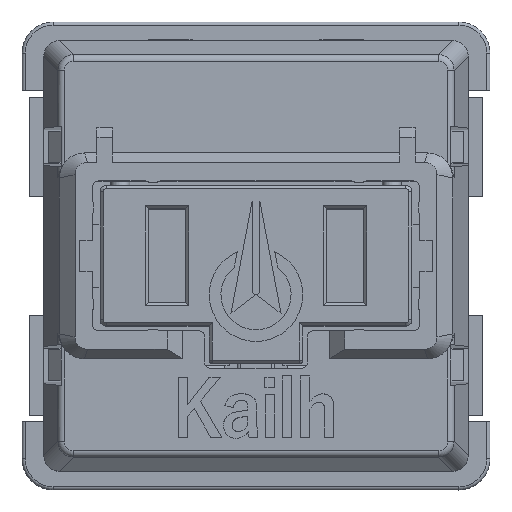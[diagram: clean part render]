
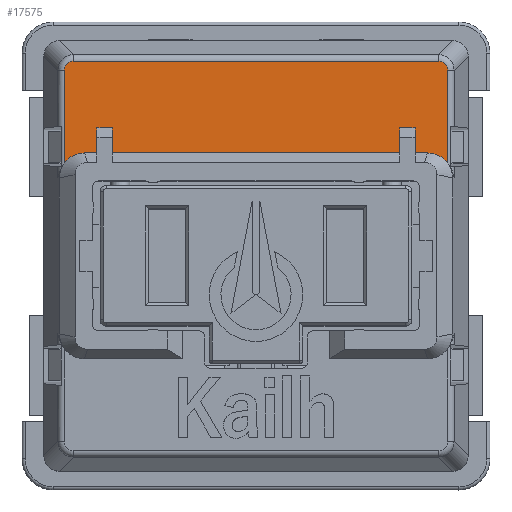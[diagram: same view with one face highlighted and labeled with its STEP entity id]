
A CAD part, top view. The second image highlights one B-rep face of the part: STEP entity #17575.
In plain terms, the highlighted planar face has unit normal (0, 0, 1).
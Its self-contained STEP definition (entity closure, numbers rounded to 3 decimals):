
#1209=FACE_OUTER_BOUND('',#2219,.T.);
#2219=EDGE_LOOP('',(#14720,#14721,#14722,#14723,#14724,#14725,#14726,#14727,
#14728,#14729,#14730,#14731,#14732,#14733,#14734,#14735));
#2910=CIRCLE('',#19026,0.8);
#2911=CIRCLE('',#19027,0.8);
#2912=CIRCLE('',#19028,0.292);
#2913=CIRCLE('',#19029,0.292);
#4261=LINE('',#27808,#6252);
#4310=LINE('',#28024,#6301);
#4483=LINE('',#28609,#6474);
#4484=LINE('',#28611,#6475);
#4485=LINE('',#28613,#6476);
#4486=LINE('',#28615,#6477);
#4487=LINE('',#28617,#6478);
#4488=LINE('',#28619,#6479);
#4489=LINE('',#28621,#6480);
#4490=LINE('',#28623,#6481);
#4491=LINE('',#28625,#6482);
#4492=LINE('',#28630,#6483);
#6252=VECTOR('',#22489,1.);
#6301=VECTOR('',#22606,1.);
#6474=VECTOR('',#22967,1.);
#6475=VECTOR('',#22968,1.);
#6476=VECTOR('',#22969,1.);
#6477=VECTOR('',#22970,1.);
#6478=VECTOR('',#22971,1.);
#6479=VECTOR('',#22972,1.);
#6480=VECTOR('',#22973,1.);
#6481=VECTOR('',#22974,1.);
#6482=VECTOR('',#22975,1.);
#6483=VECTOR('',#22980,1.);
#8016=VERTEX_POINT('',#27797);
#8017=VERTEX_POINT('',#27806);
#8047=VERTEX_POINT('',#28008);
#8048=VERTEX_POINT('',#28023);
#8229=VERTEX_POINT('',#28606);
#8230=VERTEX_POINT('',#28608);
#8231=VERTEX_POINT('',#28610);
#8232=VERTEX_POINT('',#28612);
#8233=VERTEX_POINT('',#28614);
#8234=VERTEX_POINT('',#28616);
#8235=VERTEX_POINT('',#28618);
#8236=VERTEX_POINT('',#28620);
#8237=VERTEX_POINT('',#28622);
#8238=VERTEX_POINT('',#28624);
#8239=VERTEX_POINT('',#28627);
#8240=VERTEX_POINT('',#28629);
#10194=EDGE_CURVE('',#8016,#8017,#4261,.T.);
#10255=EDGE_CURVE('',#8047,#8048,#4310,.T.);
#10494=EDGE_CURVE('',#8229,#8047,#2910,.T.);
#10495=EDGE_CURVE('',#8229,#8230,#4483,.T.);
#10496=EDGE_CURVE('',#8230,#8231,#4484,.T.);
#10497=EDGE_CURVE('',#8231,#8232,#4485,.T.);
#10498=EDGE_CURVE('',#8232,#8233,#4486,.T.);
#10499=EDGE_CURVE('',#8233,#8234,#4487,.T.);
#10500=EDGE_CURVE('',#8234,#8235,#4488,.T.);
#10501=EDGE_CURVE('',#8235,#8236,#4489,.T.);
#10502=EDGE_CURVE('',#8236,#8237,#4490,.T.);
#10503=EDGE_CURVE('',#8237,#8238,#4491,.T.);
#10504=EDGE_CURVE('',#8016,#8238,#2911,.T.);
#10505=EDGE_CURVE('',#8017,#8239,#2912,.T.);
#10506=EDGE_CURVE('',#8240,#8239,#4492,.T.);
#10507=EDGE_CURVE('',#8048,#8240,#2913,.T.);
#14720=ORIENTED_EDGE('',*,*,#10255,.F.);
#14721=ORIENTED_EDGE('',*,*,#10494,.F.);
#14722=ORIENTED_EDGE('',*,*,#10495,.T.);
#14723=ORIENTED_EDGE('',*,*,#10496,.T.);
#14724=ORIENTED_EDGE('',*,*,#10497,.T.);
#14725=ORIENTED_EDGE('',*,*,#10498,.T.);
#14726=ORIENTED_EDGE('',*,*,#10499,.T.);
#14727=ORIENTED_EDGE('',*,*,#10500,.T.);
#14728=ORIENTED_EDGE('',*,*,#10501,.T.);
#14729=ORIENTED_EDGE('',*,*,#10502,.T.);
#14730=ORIENTED_EDGE('',*,*,#10503,.T.);
#14731=ORIENTED_EDGE('',*,*,#10504,.F.);
#14732=ORIENTED_EDGE('',*,*,#10194,.T.);
#14733=ORIENTED_EDGE('',*,*,#10505,.T.);
#14734=ORIENTED_EDGE('',*,*,#10506,.F.);
#14735=ORIENTED_EDGE('',*,*,#10507,.F.);
#16704=PLANE('',#19025);
#17575=ADVANCED_FACE('',(#1209),#16704,.T.);
#19025=AXIS2_PLACEMENT_3D('',#28605,#22963,#22964);
#19026=AXIS2_PLACEMENT_3D('',#28607,#22965,#22966);
#19027=AXIS2_PLACEMENT_3D('',#28626,#22976,#22977);
#19028=AXIS2_PLACEMENT_3D('',#28628,#22978,#22979);
#19029=AXIS2_PLACEMENT_3D('',#28631,#22981,#22982);
#22489=DIRECTION('',(0.,1.,0.));
#22606=DIRECTION('',(0.,1.,0.));
#22963=DIRECTION('center_axis',(0.,0.,1.));
#22964=DIRECTION('ref_axis',(1.,0.,0.));
#22965=DIRECTION('center_axis',(0.,0.,1.));
#22966=DIRECTION('ref_axis',(1.,0.,0.));
#22967=DIRECTION('',(1.,0.,0.));
#22968=DIRECTION('',(0.,1.,0.));
#22969=DIRECTION('',(1.,0.,0.));
#22970=DIRECTION('',(0.,-1.,0.));
#22971=DIRECTION('',(1.,0.,0.));
#22972=DIRECTION('',(0.,1.,0.));
#22973=DIRECTION('',(1.,0.,0.));
#22974=DIRECTION('',(0.,-1.,0.));
#22975=DIRECTION('',(1.,0.,0.));
#22976=DIRECTION('center_axis',(0.,0.,1.));
#22977=DIRECTION('ref_axis',(1.,0.,0.));
#22978=DIRECTION('center_axis',(0.,0.,1.));
#22979=DIRECTION('ref_axis',(1.,0.,0.));
#22980=DIRECTION('',(1.,0.,0.));
#22981=DIRECTION('center_axis',(0.,0.,-1.));
#22982=DIRECTION('ref_axis',(-1.,0.,0.));
#27797=CARTESIAN_POINT('',(6.142,2.977,2.));
#27806=CARTESIAN_POINT('',(6.142,5.95,2.));
#27808=CARTESIAN_POINT('',(6.142,2.5,2.));
#28008=CARTESIAN_POINT('',(-6.142,2.977,2.));
#28023=CARTESIAN_POINT('',(-6.142,5.95,2.));
#28024=CARTESIAN_POINT('',(-6.142,2.5,2.));
#28605=CARTESIAN_POINT('Origin',(-6.3,10.,2.));
#28606=CARTESIAN_POINT('',(-5.5,3.3,2.));
#28607=CARTESIAN_POINT('Origin',(-5.5,2.5,2.));
#28608=CARTESIAN_POINT('',(-5.1,3.3,2.));
#28609=CARTESIAN_POINT('',(-5.5,3.3,2.));
#28610=CARTESIAN_POINT('',(-5.1,4.1,2.));
#28611=CARTESIAN_POINT('',(-5.1,3.3,2.));
#28612=CARTESIAN_POINT('',(-4.6,4.1,2.));
#28613=CARTESIAN_POINT('',(-5.1,4.1,2.));
#28614=CARTESIAN_POINT('',(-4.6,3.3,2.));
#28615=CARTESIAN_POINT('',(-4.6,4.1,2.));
#28616=CARTESIAN_POINT('',(4.6,3.3,2.));
#28617=CARTESIAN_POINT('',(-4.6,3.3,2.));
#28618=CARTESIAN_POINT('',(4.6,4.1,2.));
#28619=CARTESIAN_POINT('',(4.6,3.3,2.));
#28620=CARTESIAN_POINT('',(5.1,4.1,2.));
#28621=CARTESIAN_POINT('',(4.6,4.1,2.));
#28622=CARTESIAN_POINT('',(5.1,3.3,2.));
#28623=CARTESIAN_POINT('',(5.1,4.1,2.));
#28624=CARTESIAN_POINT('',(5.5,3.3,2.));
#28625=CARTESIAN_POINT('',(5.1,3.3,2.));
#28626=CARTESIAN_POINT('Origin',(5.5,2.5,2.));
#28627=CARTESIAN_POINT('',(5.85,6.242,2.));
#28628=CARTESIAN_POINT('Origin',(5.85,5.95,2.));
#28629=CARTESIAN_POINT('',(-5.85,6.242,2.));
#28630=CARTESIAN_POINT('',(-7.5,6.242,2.));
#28631=CARTESIAN_POINT('Origin',(-5.85,5.95,2.));
